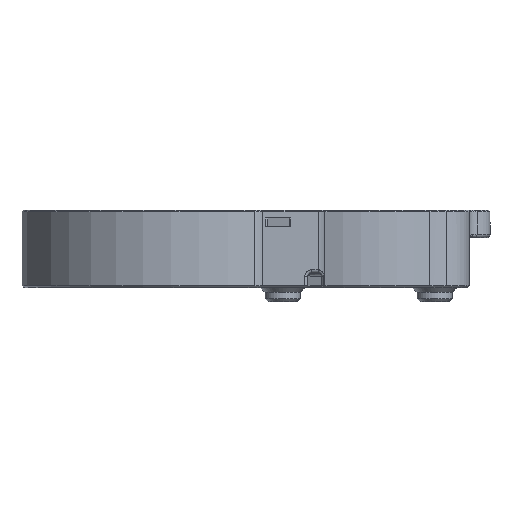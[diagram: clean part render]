
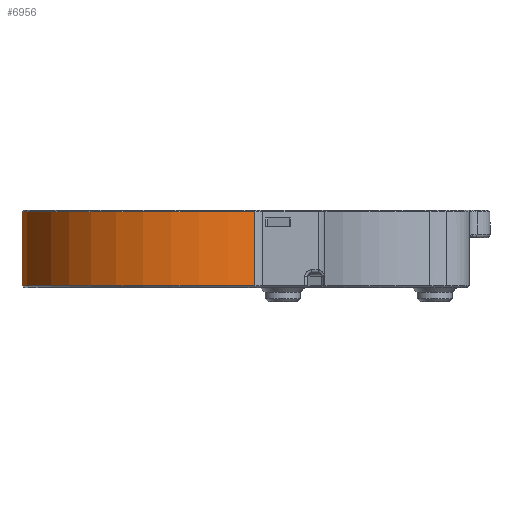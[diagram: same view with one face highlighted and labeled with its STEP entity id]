
A CAD part, left-side view. The second image highlights one B-rep face of the part: STEP entity #6956.
In plain terms, the highlighted cylindrical face has radius 51.4 mm (diameter 102.8 mm), a partial arc.
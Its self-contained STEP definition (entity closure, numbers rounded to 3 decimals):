
#645=FACE_OUTER_BOUND('',#1085,.T.);
#1085=EDGE_LOOP('',(#5769,#5770,#5771,#5772));
#1364=CIRCLE('',#7521,51.4);
#1371=CIRCLE('',#7535,51.4);
#2087=LINE('',#15956,#2604);
#2089=LINE('',#15965,#2606);
#2604=VECTOR('',#8890,10.);
#2606=VECTOR('',#8900,10.);
#3242=VERTEX_POINT('',#15828);
#3243=VERTEX_POINT('',#15832);
#3258=VERTEX_POINT('',#15955);
#3261=VERTEX_POINT('',#15964);
#4117=EDGE_CURVE('',#3243,#3242,#1364,.T.);
#4140=EDGE_CURVE('',#3242,#3258,#2087,.T.);
#4145=EDGE_CURVE('',#3261,#3243,#2089,.T.);
#4146=EDGE_CURVE('',#3258,#3261,#1371,.T.);
#5769=ORIENTED_EDGE('',*,*,#4117,.F.);
#5770=ORIENTED_EDGE('',*,*,#4145,.F.);
#5771=ORIENTED_EDGE('',*,*,#4146,.F.);
#5772=ORIENTED_EDGE('',*,*,#4140,.F.);
#6682=CYLINDRICAL_SURFACE('',#7534,51.4);
#6956=ADVANCED_FACE('',(#645),#6682,.T.);
#7521=AXIS2_PLACEMENT_3D('',#15834,#8858,#8859);
#7534=AXIS2_PLACEMENT_3D('',#15963,#8898,#8899);
#7535=AXIS2_PLACEMENT_3D('',#15966,#8901,#8902);
#8858=DIRECTION('center_axis',(0.,0.,-1.));
#8859=DIRECTION('ref_axis',(-1.,0.,0.));
#8890=DIRECTION('',(0.,0.,1.));
#8898=DIRECTION('center_axis',(0.,0.,-1.));
#8899=DIRECTION('ref_axis',(0.,1.,0.));
#8900=DIRECTION('',(0.,0.,-1.));
#8901=DIRECTION('center_axis',(0.,0.,1.));
#8902=DIRECTION('ref_axis',(-1.,0.,0.));
#15828=CARTESIAN_POINT('',(46.908,32.24,10.));
#15832=CARTESIAN_POINT('',(-46.908,32.24,10.));
#15834=CARTESIAN_POINT('Origin',(0.,53.254,
10.));
#15955=CARTESIAN_POINT('',(46.908,32.24,33.1));
#15956=CARTESIAN_POINT('',(46.908,32.24,33.5));
#15963=CARTESIAN_POINT('Origin',(0.,53.254,
33.5));
#15964=CARTESIAN_POINT('',(-46.908,32.24,33.1));
#15965=CARTESIAN_POINT('',(-46.908,32.24,33.5));
#15966=CARTESIAN_POINT('Origin',(0.,53.254,
33.1));
